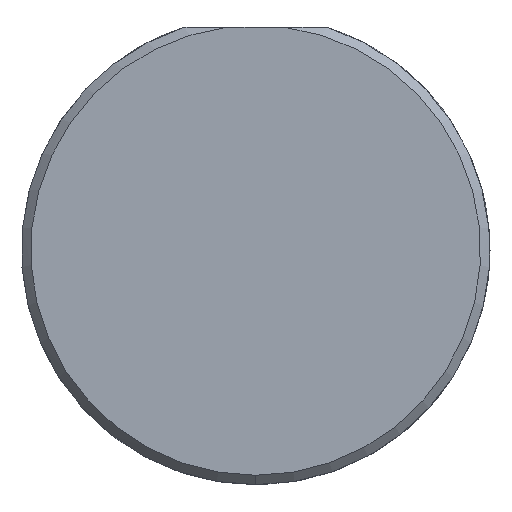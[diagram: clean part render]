
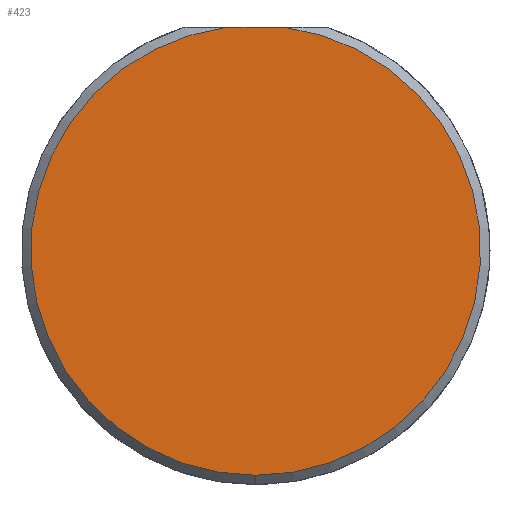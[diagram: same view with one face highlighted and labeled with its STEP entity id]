
A CAD part, left-side view. The second image highlights one B-rep face of the part: STEP entity #423.
In plain terms, the highlighted planar face has unit normal (-1, 0, 0).
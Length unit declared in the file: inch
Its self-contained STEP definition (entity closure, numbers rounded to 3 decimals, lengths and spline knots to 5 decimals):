
#23 = CARTESIAN_POINT ( 'NONE',  ( 0., 0., 0. ) ) ;
#30 = AXIS2_PLACEMENT_3D ( 'NONE', #23, #136, #447 ) ;
#32 = VECTOR ( 'NONE', #141, 39.37008 ) ;
#33 = CIRCLE ( 'NONE', #642, 0.23985 ) ;
#34 = DIRECTION ( 'NONE',  ( 1., 0., 0. ) ) ;
#104 = DIRECTION ( 'NONE',  ( -1., 0., 0. ) ) ;
#136 = DIRECTION ( 'NONE',  ( -1., 0., 0. ) ) ;
#141 = DIRECTION ( 'NONE',  ( 0., 1., 0. ) ) ;
#161 = DIRECTION ( 'NONE',  ( 0., 0., -1. ) ) ;
#205 = ORIENTED_EDGE ( 'NONE', *, *, #255, .T. ) ;
#210 = EDGE_CURVE ( 'NONE', #222, #570, #329, .T. ) ;
#222 = VERTEX_POINT ( 'NONE', #322 ) ;
#247 = VERTEX_POINT ( 'NONE', #384 ) ;
#255 = EDGE_CURVE ( 'NONE', #570, #247, #362, .T. ) ;
#280 = DIRECTION ( 'NONE',  ( 0., 0., -1. ) ) ;
#316 = ORIENTED_EDGE ( 'NONE', *, *, #398, .T. ) ;
#322 = CARTESIAN_POINT ( 'NONE',  ( 0., -0.03091, 0.23785 ) ) ;
#329 = LINE ( 'NONE', #517, #32 ) ;
#337 = FACE_OUTER_BOUND ( 'NONE', #414, .T. ) ;
#345 = CARTESIAN_POINT ( 'NONE',  ( 0., 0., 0. ) ) ;
#362 = CIRCLE ( 'NONE', #30, 0.23985 ) ;
#384 = CARTESIAN_POINT ( 'NONE',  ( 0., 0., -0.23985 ) ) ;
#398 = EDGE_CURVE ( 'NONE', #247, #222, #33, .T. ) ;
#414 = EDGE_LOOP ( 'NONE', ( #608, #205, #316 ) ) ;
#423 = ADVANCED_FACE ( 'NONE', ( #337 ), #579, .F. ) ;
#447 = DIRECTION ( 'NONE',  ( 0., 0., -1. ) ) ;
#517 = CARTESIAN_POINT ( 'NONE',  ( 0., 0.24985, 0.23785 ) ) ;
#570 = VERTEX_POINT ( 'NONE', #571 ) ;
#571 = CARTESIAN_POINT ( 'NONE',  ( 0., 0.03091, 0.23785 ) ) ;
#579 = PLANE ( 'NONE',  #747 ) ;
#608 = ORIENTED_EDGE ( 'NONE', *, *, #210, .T. ) ;
#642 = AXIS2_PLACEMENT_3D ( 'NONE', #645, #104, #161 ) ;
#645 = CARTESIAN_POINT ( 'NONE',  ( 0., 0., 0. ) ) ;
#747 = AXIS2_PLACEMENT_3D ( 'NONE', #345, #34, #280 ) ;
